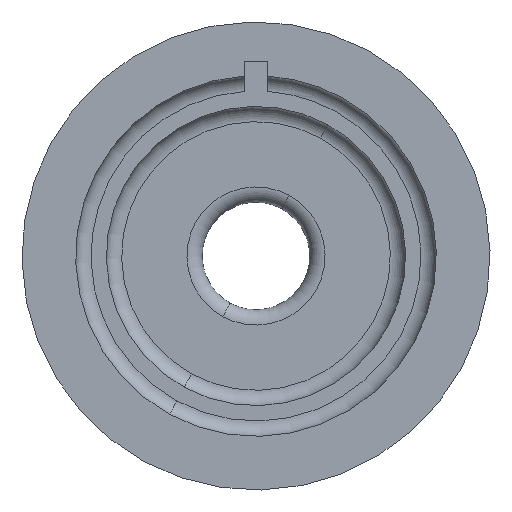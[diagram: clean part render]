
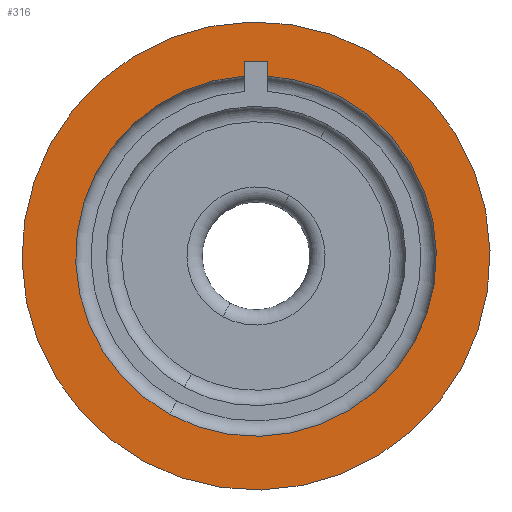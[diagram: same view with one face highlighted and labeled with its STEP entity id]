
A CAD part, front view. The second image highlights one B-rep face of the part: STEP entity #316.
In plain terms, the highlighted planar face has unit normal (0, -1, 0).
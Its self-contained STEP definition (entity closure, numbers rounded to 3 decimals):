
#118=CARTESIAN_POINT('Vertex',(14.622,0.,26.766)) ;
#121=CARTESIAN_POINT('Axis2P3D Location',(0.,0.,0.)) ;
#125=CARTESIAN_POINT('Vertex',(-14.622,0.,-26.766)) ;
#140=CARTESIAN_POINT('Axis2P3D Location',(0.,0.,0.)) ;
#257=CARTESIAN_POINT('Axis2P3D Location',(0.,0.,30.5)) ;
#266=CARTESIAN_POINT('Line Origine',(-1.5,0.,24.376)) ;
#270=CARTESIAN_POINT('Vertex',(-1.5,0.,25.3)) ;
#272=CARTESIAN_POINT('Vertex',(-1.5,0.,23.452)) ;
#275=CARTESIAN_POINT('Line Origine',(0.,0.,25.3)) ;
#279=CARTESIAN_POINT('Vertex',(1.5,0.,25.3)) ;
#282=CARTESIAN_POINT('Line Origine',(1.5,0.,24.376)) ;
#286=CARTESIAN_POINT('Vertex',(1.5,0.,23.452)) ;
#289=CARTESIAN_POINT('Axis2P3D Location',(0.,0.,0.)) ;
#293=CARTESIAN_POINT('Vertex',(11.267,0.,20.623)) ;
#296=CARTESIAN_POINT('Axis2P3D Location',(0.,0.,0.)) ;
#300=CARTESIAN_POINT('Vertex',(-11.267,0.,-20.623)) ;
#303=CARTESIAN_POINT('Axis2P3D Location',(0.,0.,0.)) ;
#122=DIRECTION('Axis2P3D Direction',(0.,1.,0.)) ;
#141=DIRECTION('Axis2P3D Direction',(0.,1.,0.)) ;
#258=DIRECTION('Axis2P3D Direction',(0.,1.,0.)) ;
#259=DIRECTION('Axis2P3D XDirection',(1.,-0.,0.)) ;
#267=DIRECTION('Vector Direction',(0.,0.,-1.)) ;
#276=DIRECTION('Vector Direction',(1.,0.,0.)) ;
#283=DIRECTION('Vector Direction',(0.,0.,1.)) ;
#290=DIRECTION('Axis2P3D Direction',(0.,1.,0.)) ;
#297=DIRECTION('Axis2P3D Direction',(0.,1.,0.)) ;
#304=DIRECTION('Axis2P3D Direction',(0.,1.,0.)) ;
#123=AXIS2_PLACEMENT_3D('Circle Axis2P3D',#121,#122,$) ;
#142=AXIS2_PLACEMENT_3D('Circle Axis2P3D',#140,#141,$) ;
#260=AXIS2_PLACEMENT_3D('Plane Axis2P3D',#257,#258,#259) ;
#291=AXIS2_PLACEMENT_3D('Circle Axis2P3D',#289,#290,$) ;
#298=AXIS2_PLACEMENT_3D('Circle Axis2P3D',#296,#297,$) ;
#305=AXIS2_PLACEMENT_3D('Circle Axis2P3D',#303,#304,$) ;
#263=ORIENTED_EDGE('',*,*,#127,.F.) ;
#264=ORIENTED_EDGE('',*,*,#144,.F.) ;
#309=ORIENTED_EDGE('',*,*,#274,.F.) ;
#310=ORIENTED_EDGE('',*,*,#281,.F.) ;
#311=ORIENTED_EDGE('',*,*,#288,.F.) ;
#312=ORIENTED_EDGE('',*,*,#295,.T.) ;
#313=ORIENTED_EDGE('',*,*,#302,.T.) ;
#314=ORIENTED_EDGE('',*,*,#307,.T.) ;
#315=FACE_BOUND('',#308,.T.) ;
#268=VECTOR('Line Direction',#267,1.) ;
#277=VECTOR('Line Direction',#276,1.) ;
#284=VECTOR('Line Direction',#283,1.) ;
#316=ADVANCED_FACE('Corps principal',(#265,#315),#261,.F.) ;
#124=CIRCLE('generated circle',#123,30.5) ;
#143=CIRCLE('generated circle',#142,30.5) ;
#292=CIRCLE('generated circle',#291,23.5) ;
#299=CIRCLE('generated circle',#298,23.5) ;
#306=CIRCLE('generated circle',#305,23.5) ;
#127=EDGE_CURVE('',#119,#126,#124,.T.) ;
#144=EDGE_CURVE('',#126,#119,#143,.T.) ;
#274=EDGE_CURVE('',#271,#273,#269,.T.) ;
#281=EDGE_CURVE('',#280,#271,#278,.F.) ;
#288=EDGE_CURVE('',#287,#280,#285,.T.) ;
#295=EDGE_CURVE('',#287,#294,#292,.T.) ;
#302=EDGE_CURVE('',#294,#301,#299,.T.) ;
#307=EDGE_CURVE('',#301,#273,#306,.T.) ;
#262=EDGE_LOOP('',(#263,#264)) ;
#308=EDGE_LOOP('',(#309,#310,#311,#312,#313,#314)) ;
#265=FACE_OUTER_BOUND('',#262,.T.) ;
#269=LINE('Line',#266,#268) ;
#278=LINE('Line',#275,#277) ;
#285=LINE('Line',#282,#284) ;
#261=PLANE('Plane',#260) ;
#119=VERTEX_POINT('',#118) ;
#126=VERTEX_POINT('',#125) ;
#271=VERTEX_POINT('',#270) ;
#273=VERTEX_POINT('',#272) ;
#280=VERTEX_POINT('',#279) ;
#287=VERTEX_POINT('',#286) ;
#294=VERTEX_POINT('',#293) ;
#301=VERTEX_POINT('',#300) ;
